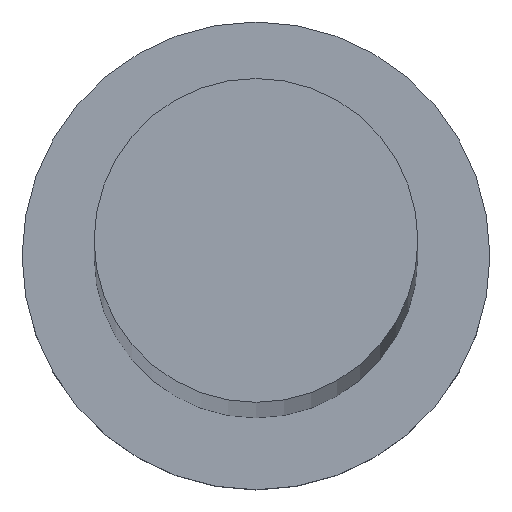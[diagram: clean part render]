
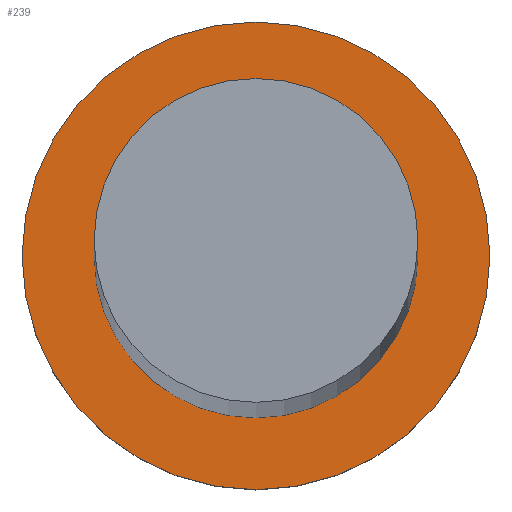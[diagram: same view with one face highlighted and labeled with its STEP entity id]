
A CAD part, top view. The second image highlights one B-rep face of the part: STEP entity #239.
In plain terms, the highlighted planar face has unit normal (0, 0, 1).
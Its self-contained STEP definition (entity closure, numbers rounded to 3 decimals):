
#2 = DIRECTION ( 'NONE',  ( 1., 0., 0. ) ) ;
#17 = AXIS2_PLACEMENT_3D ( 'NONE', #78, #156, #237 ) ;
#30 = CARTESIAN_POINT ( 'NONE',  ( 0., 0., 7. ) ) ;
#34 = CIRCLE ( 'NONE', #243, 13. ) ;
#44 = CARTESIAN_POINT ( 'NONE',  ( 0., 0., 7. ) ) ;
#52 = DIRECTION ( 'NONE',  ( 0., 0., 1. ) ) ;
#62 = ORIENTED_EDGE ( 'NONE', *, *, #151, .F. ) ;
#63 = EDGE_CURVE ( 'NONE', #179, #124, #225, .T. ) ;
#68 = DIRECTION ( 'NONE',  ( 0., 0., 1. ) ) ;
#78 = CARTESIAN_POINT ( 'NONE',  ( 0., 0., 7. ) ) ;
#87 = DIRECTION ( 'NONE',  ( 0., 0., 1. ) ) ;
#88 = CIRCLE ( 'NONE', #193, 9. ) ;
#99 = FACE_OUTER_BOUND ( 'NONE', #183, .T. ) ;
#104 = ORIENTED_EDGE ( 'NONE', *, *, #251, .F. ) ;
#124 = VERTEX_POINT ( 'NONE', #169 ) ;
#128 = EDGE_CURVE ( 'NONE', #124, #179, #34, .T. ) ;
#129 = EDGE_LOOP ( 'NONE', ( #104, #62 ) ) ;
#138 = CARTESIAN_POINT ( 'NONE',  ( -13., 0., 7. ) ) ;
#141 = DIRECTION ( 'NONE',  ( 0., 0., 1. ) ) ;
#144 = VERTEX_POINT ( 'NONE', #175 ) ;
#151 = EDGE_CURVE ( 'NONE', #164, #144, #168, .T. ) ;
#155 = DIRECTION ( 'NONE',  ( 1., 0., 0. ) ) ;
#156 = DIRECTION ( 'NONE',  ( 0., 0., 1. ) ) ;
#157 = ORIENTED_EDGE ( 'NONE', *, *, #128, .T. ) ;
#164 = VERTEX_POINT ( 'NONE', #234 ) ;
#168 = CIRCLE ( 'NONE', #176, 9. ) ;
#169 = CARTESIAN_POINT ( 'NONE',  ( 13., 0., 7. ) ) ;
#171 = DIRECTION ( 'NONE',  ( 1., 0., 0. ) ) ;
#175 = CARTESIAN_POINT ( 'NONE',  ( -9., 0., 7. ) ) ;
#176 = AXIS2_PLACEMENT_3D ( 'NONE', #247, #141, #155 ) ;
#179 = VERTEX_POINT ( 'NONE', #138 ) ;
#183 = EDGE_LOOP ( 'NONE', ( #211, #157 ) ) ;
#185 = DIRECTION ( 'NONE',  ( 1., 0., 0. ) ) ;
#193 = AXIS2_PLACEMENT_3D ( 'NONE', #44, #68, #2 ) ;
#208 = AXIS2_PLACEMENT_3D ( 'NONE', #30, #87, #185 ) ;
#211 = ORIENTED_EDGE ( 'NONE', *, *, #63, .T. ) ;
#214 = FACE_BOUND ( 'NONE', #129, .T. ) ;
#219 = CARTESIAN_POINT ( 'NONE',  ( 0., 0., 7. ) ) ;
#225 = CIRCLE ( 'NONE', #208, 13. ) ;
#234 = CARTESIAN_POINT ( 'NONE',  ( 9., 0., 7. ) ) ;
#237 = DIRECTION ( 'NONE',  ( 1., 0., 0. ) ) ;
#239 = ADVANCED_FACE ( 'NONE', ( #214, #99 ), #249, .T. ) ;
#243 = AXIS2_PLACEMENT_3D ( 'NONE', #219, #52, #171 ) ;
#247 = CARTESIAN_POINT ( 'NONE',  ( 0., 0., 7. ) ) ;
#249 = PLANE ( 'NONE',  #17 ) ;
#251 = EDGE_CURVE ( 'NONE', #144, #164, #88, .T. ) ;
